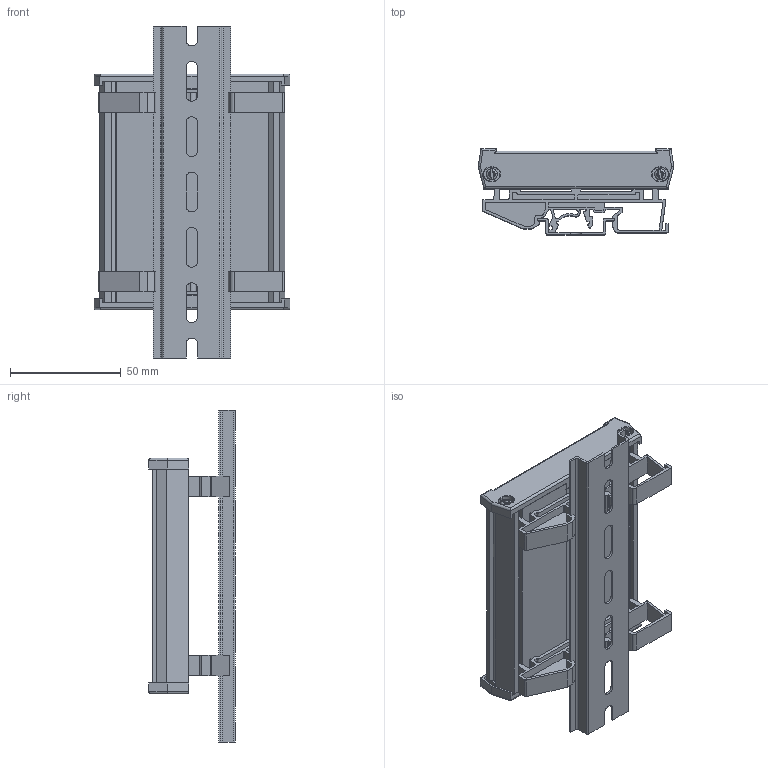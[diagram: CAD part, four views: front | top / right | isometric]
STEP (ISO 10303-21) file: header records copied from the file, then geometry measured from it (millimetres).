
FILE_DESCRIPTION (( 'STEP AP214' ), '1' );
FILE_NAME ('PHSCR-100.STEP', '2022-01-24T11:12:23', ( '' ), ( '' ), 'SwSTEP 2.0', 'SolidWorks 2017', '' );
FILE_SCHEMA (( 'AUTOMOTIVE_DESIGN' ));
Length unit declared in the file: millimetre
Products named in the file (18): Rail-150_Rail Length - 100; Side Screw; Rail-150; PCB-73_PCB -100; Mounting Foot_Small; Profile - 72-300; End Piece_Small; PCB-73; Profile - 72-300_Length-100; PHSCR-100
Assembly tree (11 placements, depth 2):
  Side Screw
  Rail-150
  Mounting Foot_Small
  Profile - 72-300
  Side Screw
Bounding box: 88.4 x 39 x 150 mm (x, y, z)
Volume: 60246.3 mm3; surface area: 88431.4 mm2
Topology: 15 solids, 15 shells, 1146 faces, 3222 edges, 2112 vertices
Faces by surface type: plane 716, cylinder 348, torus 36, cone 20, bspline 16, sphere 10
Entity records: 21631 total; most frequent: CARTESIAN_POINT 3791, ORIENTED_EDGE 3514, DIRECTION 3368, EDGE_CURVE 1757, VECTOR 1328, LINE 1328, VERTEX_POINT 1159, AXIS2_PLACEMENT_3D 1020
